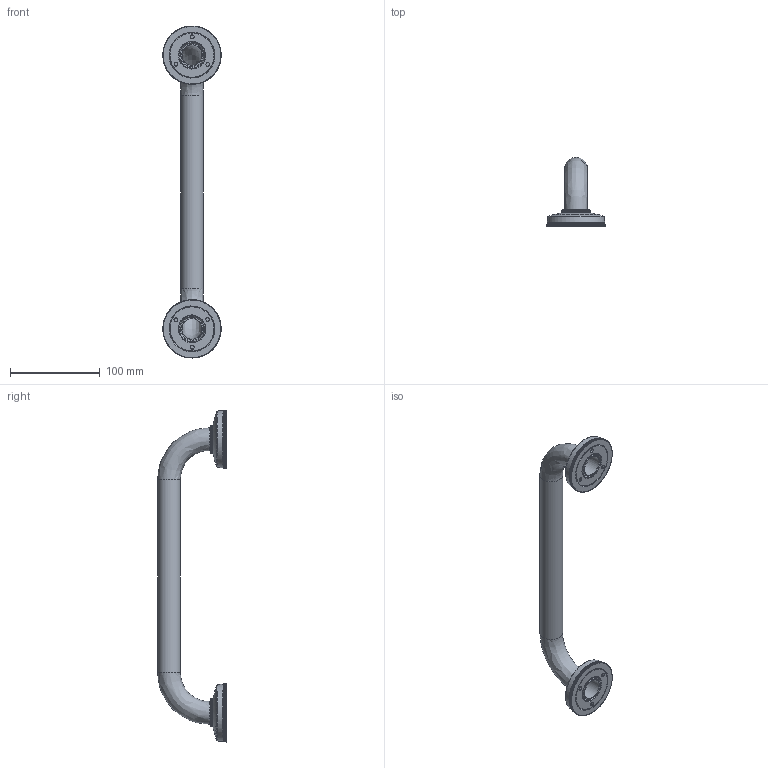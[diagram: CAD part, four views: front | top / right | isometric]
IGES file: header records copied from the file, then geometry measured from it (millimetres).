
Global section: file name: N1439-B; native system: Autodesk Inventor 2020; preprocessor: unknown; author: mgibbs; date: 20200520.135444; units: millimetre
Bounding box: 64.92 x 76.7 x 369.72 mm (x, y, z)
Volume: 89845.1 mm3; surface area: 105388 mm2
Topology: 9 solids, 9 shells, 12396 faces, 26910 edges, 14542 vertices
Faces by surface type: bspline 12396
